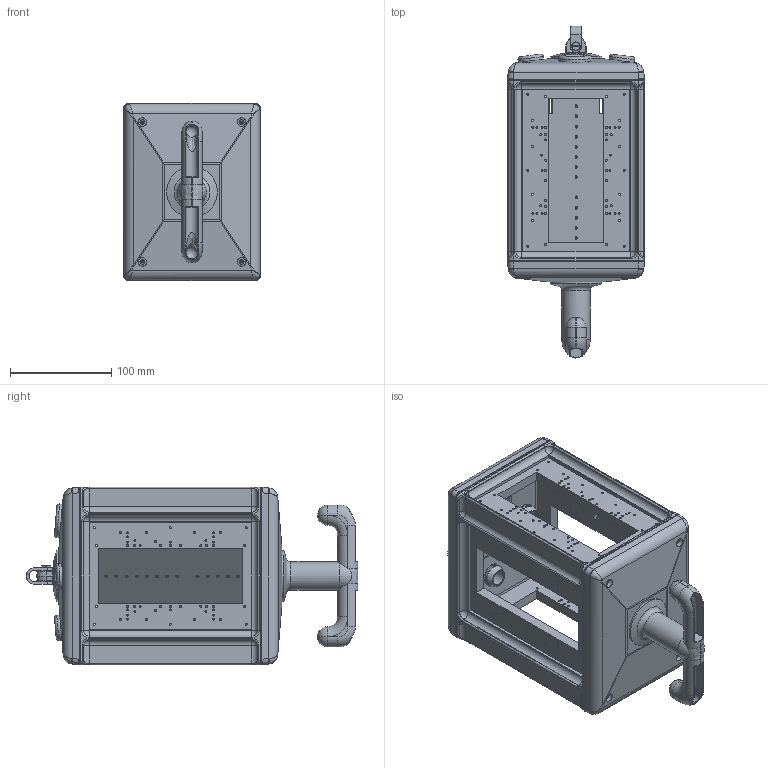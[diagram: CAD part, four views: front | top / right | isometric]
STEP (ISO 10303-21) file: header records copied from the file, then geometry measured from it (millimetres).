
FILE_DESCRIPTION (( 'STEP AP214' ), '1' );
FILE_NAME ('6109822.STEP', '2016-04-29T07:28:34', ( '' ), ( '' ), 'SwSTEP 2.0', 'SolidWorks 2014', '' );
FILE_SCHEMA (( 'AUTOMOTIVE_DESIGN' ));
Length unit declared in the file: millimetre
Products named in the file (12): 34951F; 43313A_angedeutet; 43313B_angedeutet; 34708_angedeutet; 01336_Mutter_angedeutet; 34708A; 42403C_angedeutet; 42404_angedeutet; 52413WM; 56741; 43312A_angedeutet; 6109822
Assembly tree (14 placements, depth 2):
  6109822
    43312A_angedeutet
    56741
    52413WM
    42404_angedeutet
    42403C_angedeutet
    34708A
    01336_Mutter_angedeutet  x2
    34708_angedeutet  x3
    43313B_angedeutet
    43313A_angedeutet
    34951F
Bounding box: 135 x 327.51 x 175 mm (x, y, z)
Volume: 885296.1 mm3; surface area: 455387.9 mm2
Topology: 14 solids, 14 shells, 1464 faces, 3792 edges, 2374 vertices
Faces by surface type: cylinder 642, plane 507, bspline 121, torus 119, cone 49, sphere 26
Full cylindrical faces by diameter (mm): 2 x228, 3 x16, 3.25 x1, 3.5 x1, 4 x1, 4.2 x4, 4.6 x8, 5.12 x1, 5.5 x1, 5.6 x3, 8.4 x8, 8.5 x1, 10 x3, 12 x10, 13.5 x1, 14.5 x3, 18 x1, 19.8 x6, 20 x3, 22 x3, 22.5 x2, 25 x3, 27 x1, 27.8 x2, 28 x1, 30 x3, 33 x1, 35 x4, 50 x2
Entity records: 48004 total; most frequent: CARTESIAN_POINT 14253, DIRECTION 6627, ORIENTED_EDGE 6216, EDGE_CURVE 3108, AXIS2_PLACEMENT_3D 2596, EDGE_LOOP 2332, VERTEX_POINT 2178, FACE_OUTER_BOUND 1714
